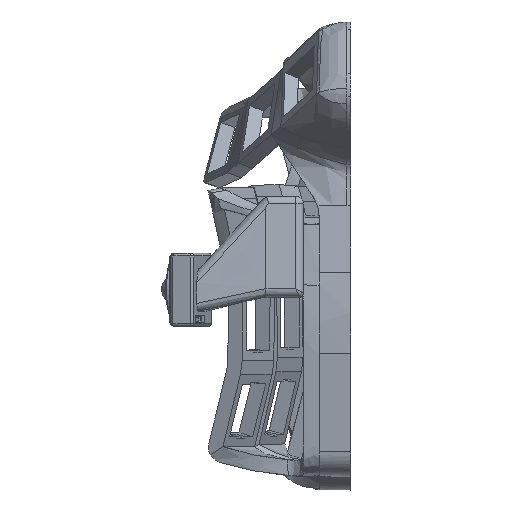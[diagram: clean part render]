
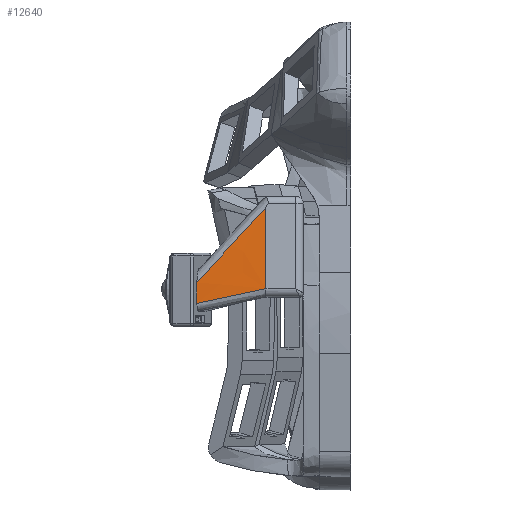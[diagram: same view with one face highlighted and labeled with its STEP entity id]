
A CAD part, left-side view. The second image highlights one B-rep face of the part: STEP entity #12640.
In plain terms, the highlighted free-form (B-spline) face has degree [3, 3] with [4, 4] control points.
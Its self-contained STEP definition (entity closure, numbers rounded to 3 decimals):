
#418=B_SPLINE_SURFACE_WITH_KNOTS('',3,3,((#17662,#17663,#17664,#17665),
(#17666,#17667,#17668,#17669),(#17670,#17671,#17672,#17673),(#17674,#17675,
#17676,#17677)),.UNSPECIFIED.,.F.,.F.,.F.,(4,4),(4,4),(0.091,
0.887),(0.,1.),.UNSPECIFIED.);
#596=B_SPLINE_CURVE_WITH_KNOTS('',3,(#17498,#17499,#17500,#17501),
 .UNSPECIFIED.,.F.,.F.,(4,4),(-0.055,1.742),
 .UNSPECIFIED.);
#603=B_SPLINE_CURVE_WITH_KNOTS('',3,(#17614,#17615,#17616,#17617,#17618),
 .UNSPECIFIED.,.F.,.F.,(4,1,4),(-2.594,-0.994,0.),
 .UNSPECIFIED.);
#1050=FACE_OUTER_BOUND('',#1751,.T.);
#1751=EDGE_LOOP('',(#8522,#8523,#8524,#8525));
#2513=LINE('',#16782,#3834);
#2529=LINE('',#17661,#3850);
#3834=VECTOR('',#14071,10.);
#3850=VECTOR('',#14139,10.);
#5141=VERTEX_POINT('',#16731);
#5142=VERTEX_POINT('',#16781);
#5168=VERTEX_POINT('',#17144);
#5194=VERTEX_POINT('',#17613);
#6399=EDGE_CURVE('',#5141,#5142,#2513,.T.);
#6465=EDGE_CURVE('',#5168,#5141,#596,.T.);
#6474=EDGE_CURVE('',#5142,#5194,#603,.T.);
#6479=EDGE_CURVE('',#5194,#5168,#2529,.T.);
#8522=ORIENTED_EDGE('',*,*,#6465,.F.);
#8523=ORIENTED_EDGE('',*,*,#6479,.F.);
#8524=ORIENTED_EDGE('',*,*,#6474,.F.);
#8525=ORIENTED_EDGE('',*,*,#6399,.F.);
#12640=ADVANCED_FACE('',(#1050),#418,.T.);
#14071=DIRECTION('',(0.,0.,1.));
#14139=DIRECTION('',(-0.073,0.,-0.997));
#16731=CARTESIAN_POINT('',(-107.886,31.03,-22.655));
#16781=CARTESIAN_POINT('',(-107.886,31.03,-17.356));
#16782=CARTESIAN_POINT('',(-107.886,31.03,-24.6));
#17144=CARTESIAN_POINT('',(-108.494,13.5,-18.898));
#17498=CARTESIAN_POINT('Ctrl Pts',(-108.488,13.516,-18.826));
#17499=CARTESIAN_POINT('Ctrl Pts',(-108.27,19.347,-20.164));
#17500=CARTESIAN_POINT('Ctrl Pts',(-108.032,25.214,-21.366));
#17501=CARTESIAN_POINT('Ctrl Pts',(-107.886,31.03,-22.655));
#17613=CARTESIAN_POINT('',(-106.971,13.5,1.799));
#17614=CARTESIAN_POINT('Ctrl Pts',(-107.886,31.03,-17.356));
#17615=CARTESIAN_POINT('Ctrl Pts',(-107.786,27.438,-13.373));
#17616=CARTESIAN_POINT('Ctrl Pts',(-107.459,21.582,-7.013));
#17617=CARTESIAN_POINT('Ctrl Pts',(-107.109,15.735,-0.645));
#17618=CARTESIAN_POINT('Ctrl Pts',(-106.97,13.5,1.799));
#17661=CARTESIAN_POINT('',(-107.623,13.5,-7.058));
#17662=CARTESIAN_POINT('Ctrl Pts',(-108.494,13.5,-18.898));
#17663=CARTESIAN_POINT('Ctrl Pts',(-108.292,19.343,-20.466));
#17664=CARTESIAN_POINT('Ctrl Pts',(-108.089,25.187,-22.035));
#17665=CARTESIAN_POINT('Ctrl Pts',(-107.886,31.03,-23.603));
#17666=CARTESIAN_POINT('Ctrl Pts',(-107.986,13.5,-11.999));
#17667=CARTESIAN_POINT('Ctrl Pts',(-107.953,19.343,-14.903));
#17668=CARTESIAN_POINT('Ctrl Pts',(-107.919,25.187,-17.808));
#17669=CARTESIAN_POINT('Ctrl Pts',(-107.886,31.03,-20.712));
#17670=CARTESIAN_POINT('Ctrl Pts',(-107.478,13.5,-5.1));
#17671=CARTESIAN_POINT('Ctrl Pts',(-107.614,19.343,-9.34));
#17672=CARTESIAN_POINT('Ctrl Pts',(-107.75,25.187,-13.581));
#17673=CARTESIAN_POINT('Ctrl Pts',(-107.886,31.03,-17.822));
#17674=CARTESIAN_POINT('Ctrl Pts',(-106.971,13.5,1.799));
#17675=CARTESIAN_POINT('Ctrl Pts',(-107.276,19.343,-3.777));
#17676=CARTESIAN_POINT('Ctrl Pts',(-107.581,25.187,-9.354));
#17677=CARTESIAN_POINT('Ctrl Pts',(-107.886,31.03,-14.931));
